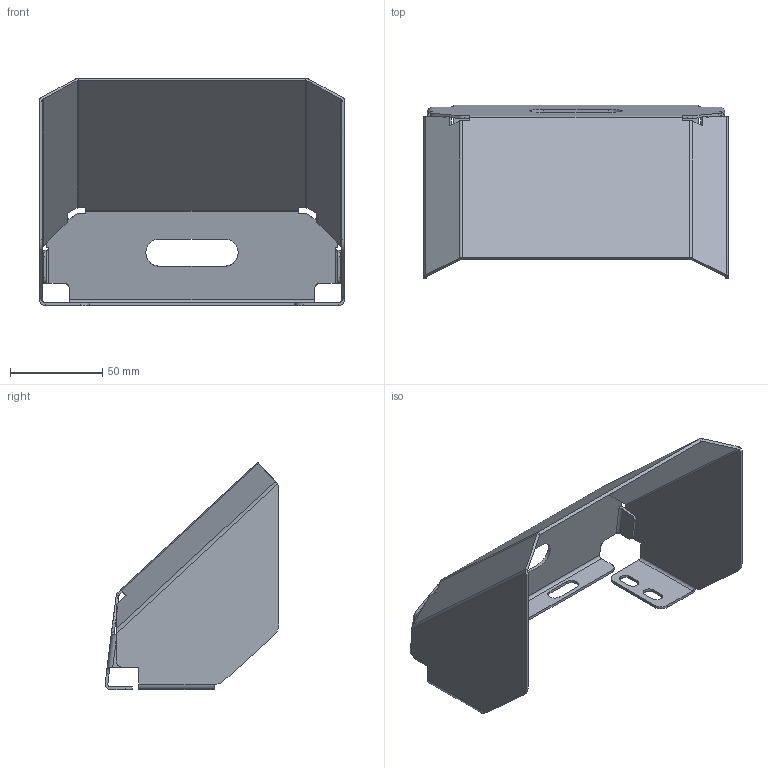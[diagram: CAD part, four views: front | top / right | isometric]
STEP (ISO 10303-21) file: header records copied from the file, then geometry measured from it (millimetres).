
FILE_DESCRIPTION((''),'2;1');
FILE_NAME('075-SLR-TN21','2022-04-20T',('designer'),(''),'PRO/ENGINEER BY PARAMETRIC TECHNOLOGY CORPORATION, 2015360','PRO/ENGINEER BY PARAMETRIC TECHNOLOGY CORPORATION, 2015360','');
FILE_SCHEMA(('CONFIG_CONTROL_DESIGN'));
Length unit declared in the file: millimetre
Products named in the file (1): 075-SLR-TN21
Bounding box: 165 x 94.13 x 122.98 mm (x, y, z)
Volume: 59737.6 mm3; surface area: 81838.3 mm2
Topology: 1 solids, 1 shells, 160 faces, 418 edges, 260 vertices
Faces by surface type: plane 98, cylinder 58, bspline 4
Entity records: 5062 total; most frequent: CARTESIAN_POINT 1040, ORIENTED_EDGE 836, DIRECTION 818, EDGE_CURVE 418, VECTOR 298, LINE 298, AXIS2_PLACEMENT_3D 260, VERTEX_POINT 260
